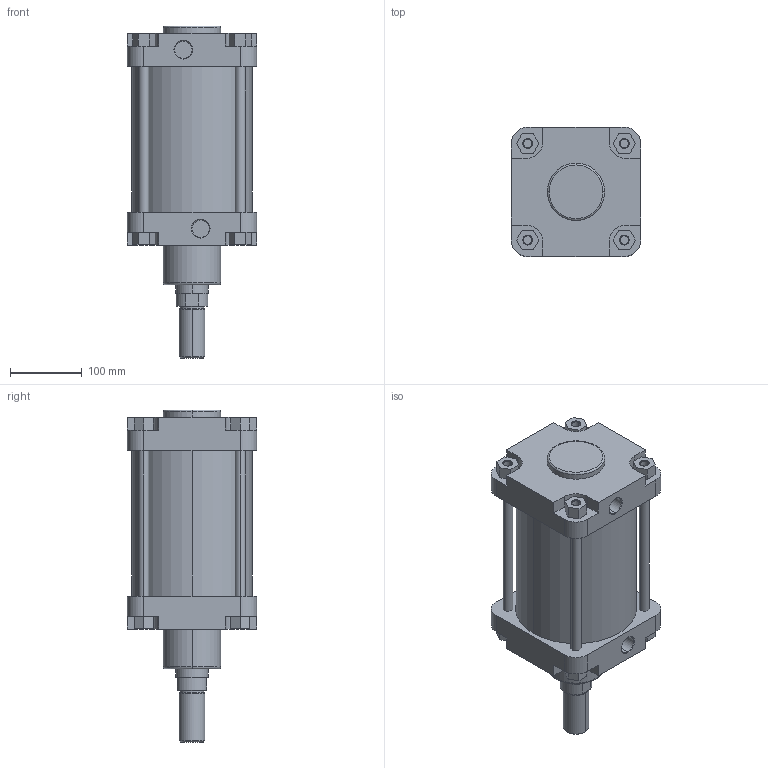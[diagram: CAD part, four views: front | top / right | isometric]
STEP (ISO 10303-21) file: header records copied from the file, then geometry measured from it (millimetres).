
FILE_DESCRIPTION (( 'STEP AP214' ), '1' );
FILE_NAME ('PNS 160-125 CYLINDER.STEP', '2010-08-04T10:38:27', ( '' ), ( '' ), 'SwSTEP 2.0', 'SolidWorks 2010', '' );
FILE_SCHEMA (( 'AUTOMOTIVE_DESIGN' ));
Length unit declared in the file: millimetre
Products named in the file (6): PNS  160 ARKA KAPAK; PNS 160 BORU; PSN  160 烰 KAPAK; M14 SAPLAMA; PNS  160  M尳 ; PNS  160-125   CYLINDER
Assembly tree (8 placements, depth 2):
  PNS  160-125   CYLINDER
    M14 SAPLAMA  x4
    PNS 160 BORU
    PNS  160 ARKA KAPAK
    PSN  160 烰 KAPAK
    PNS  160  M尳 
Bounding box: 180 x 180 x 462 mm (x, y, z)
Volume: 4943608.6 mm3; surface area: 650447.1 mm2
Topology: 8 solids, 8 shells, 247 faces, 576 edges, 366 vertices
Faces by surface type: plane 121, cylinder 76, cone 42, torus 8
Entity records: 7030 total; most frequent: DIRECTION 1190, CARTESIAN_POINT 1110, ORIENTED_EDGE 1068, EDGE_CURVE 534, AXIS2_PLACEMENT_3D 422, LINE 346, VECTOR 346, VERTEX_POINT 342
